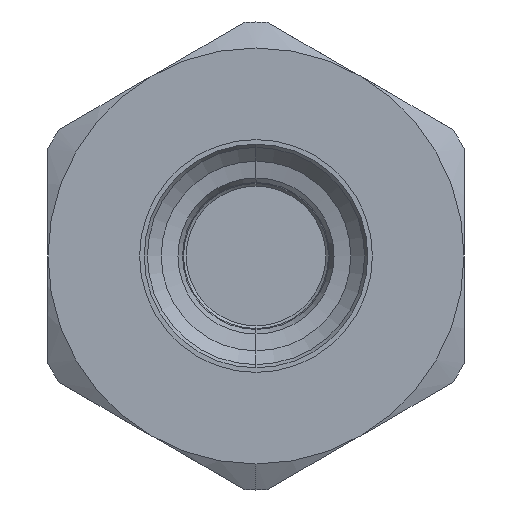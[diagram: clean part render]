
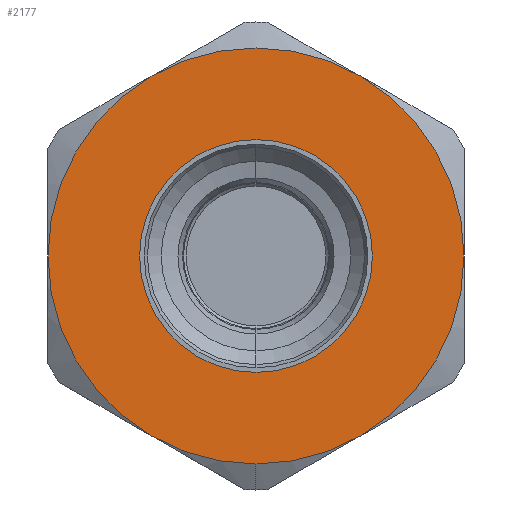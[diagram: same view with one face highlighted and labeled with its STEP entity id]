
A CAD part, left-side view. The second image highlights one B-rep face of the part: STEP entity #2177.
In plain terms, the highlighted planar face has unit normal (-1, 0, 0).
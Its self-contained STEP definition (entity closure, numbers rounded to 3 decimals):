
#76 = CARTESIAN_POINT ( 'NONE',  ( 0., 8., -13.856 ) ) ;
#84 = ORIENTED_EDGE ( 'NONE', *, *, #5482, .T. ) ;
#259 = EDGE_CURVE ( 'NONE', #5774, #3792, #6520, .T. ) ;
#393 = CARTESIAN_POINT ( 'NONE',  ( 0., 0., -8.955 ) ) ;
#419 = VERTEX_POINT ( 'NONE', #3107 ) ;
#422 = PLANE ( 'NONE',  #1949 ) ;
#532 = DIRECTION ( 'NONE',  ( 0., 0., -1. ) ) ;
#626 = CIRCLE ( 'NONE', #5278, 16. ) ;
#744 = CARTESIAN_POINT ( 'NONE',  ( 0., 0., 0. ) ) ;
#804 = DIRECTION ( 'NONE',  ( 0., 0., 1. ) ) ;
#940 = EDGE_LOOP ( 'NONE', ( #6027, #3841 ) ) ;
#992 = EDGE_CURVE ( 'NONE', #5962, #6699, #7606, .T. ) ;
#1005 = DIRECTION ( 'NONE',  ( 0., 0., 1. ) ) ;
#1083 = CIRCLE ( 'NONE', #6403, 16. ) ;
#1237 = VERTEX_POINT ( 'NONE', #6139 ) ;
#1458 = AXIS2_PLACEMENT_3D ( 'NONE', #3060, #7292, #3681 ) ;
#1733 = EDGE_LOOP ( 'NONE', ( #7361, #3511, #84, #4230, #7830, #7388, #6217 ) ) ;
#1762 = DIRECTION ( 'NONE',  ( -1., 0., 0. ) ) ;
#1821 = CARTESIAN_POINT ( 'NONE',  ( 0., 0., 0. ) ) ;
#1869 = CIRCLE ( 'NONE', #4362, 16. ) ;
#1949 = AXIS2_PLACEMENT_3D ( 'NONE', #3879, #2307, #532 ) ;
#2029 = DIRECTION ( 'NONE',  ( -1., 0., 0. ) ) ;
#2177 = ADVANCED_FACE ( 'NONE', ( #3296, #7332 ), #422, .F. ) ;
#2297 = EDGE_CURVE ( 'NONE', #3792, #5768, #1869, .T. ) ;
#2307 = DIRECTION ( 'NONE',  ( 1., 0., 0. ) ) ;
#2330 = CIRCLE ( 'NONE', #1458, 16. ) ;
#2347 = CARTESIAN_POINT ( 'NONE',  ( 0., 0., 0. ) ) ;
#2389 = CIRCLE ( 'NONE', #4579, 16. ) ;
#2428 = CARTESIAN_POINT ( 'NONE',  ( 0., 0., 0. ) ) ;
#2538 = DIRECTION ( 'NONE',  ( -1., 0., 0. ) ) ;
#2948 = EDGE_CURVE ( 'NONE', #5768, #419, #626, .T. ) ;
#3042 = DIRECTION ( 'NONE',  ( 0., 0., 1. ) ) ;
#3060 = CARTESIAN_POINT ( 'NONE',  ( 0., 0., 0. ) ) ;
#3107 = CARTESIAN_POINT ( 'NONE',  ( 0., -8., 13.856 ) ) ;
#3117 = DIRECTION ( 'NONE',  ( -1., 0., 0. ) ) ;
#3143 = CIRCLE ( 'NONE', #7599, 8.955 ) ;
#3211 = AXIS2_PLACEMENT_3D ( 'NONE', #4205, #4593, #3285 ) ;
#3285 = DIRECTION ( 'NONE',  ( 0., 0., 1. ) ) ;
#3296 = FACE_BOUND ( 'NONE', #940, .T. ) ;
#3511 = ORIENTED_EDGE ( 'NONE', *, *, #3656, .T. ) ;
#3564 = CIRCLE ( 'NONE', #3211, 16. ) ;
#3568 = CARTESIAN_POINT ( 'NONE',  ( 0., 0., 0. ) ) ;
#3656 = EDGE_CURVE ( 'NONE', #1237, #5144, #3564, .T. ) ;
#3681 = DIRECTION ( 'NONE',  ( 0., 0., 1. ) ) ;
#3792 = VERTEX_POINT ( 'NONE', #4154 ) ;
#3841 = ORIENTED_EDGE ( 'NONE', *, *, #5395, .F. ) ;
#3879 = CARTESIAN_POINT ( 'NONE',  ( 0., 8.955, 0. ) ) ;
#3966 = DIRECTION ( 'NONE',  ( -1., 0., 0. ) ) ;
#4122 = CARTESIAN_POINT ( 'NONE',  ( 0., -16., 0. ) ) ;
#4154 = CARTESIAN_POINT ( 'NONE',  ( 0., -8., -13.856 ) ) ;
#4181 = VERTEX_POINT ( 'NONE', #7119 ) ;
#4205 = CARTESIAN_POINT ( 'NONE',  ( 0., 0., 0. ) ) ;
#4230 = ORIENTED_EDGE ( 'NONE', *, *, #259, .T. ) ;
#4362 = AXIS2_PLACEMENT_3D ( 'NONE', #1821, #1762, #5650 ) ;
#4435 = DIRECTION ( 'NONE',  ( -1., 0., 0. ) ) ;
#4502 = EDGE_CURVE ( 'NONE', #4181, #1237, #1083, .T. ) ;
#4579 = AXIS2_PLACEMENT_3D ( 'NONE', #6134, #2538, #6747 ) ;
#4593 = DIRECTION ( 'NONE',  ( -1., 0., 0. ) ) ;
#4893 = CARTESIAN_POINT ( 'NONE',  ( 0., 0., 8.955 ) ) ;
#5144 = VERTEX_POINT ( 'NONE', #76 ) ;
#5278 = AXIS2_PLACEMENT_3D ( 'NONE', #3568, #2029, #804 ) ;
#5395 = EDGE_CURVE ( 'NONE', #6699, #5962, #3143, .T. ) ;
#5482 = EDGE_CURVE ( 'NONE', #5144, #5774, #2389, .T. ) ;
#5570 = DIRECTION ( 'NONE',  ( 0., 0., 1. ) ) ;
#5650 = DIRECTION ( 'NONE',  ( 0., 0., 1. ) ) ;
#5768 = VERTEX_POINT ( 'NONE', #4122 ) ;
#5774 = VERTEX_POINT ( 'NONE', #6514 ) ;
#5925 = EDGE_CURVE ( 'NONE', #419, #4181, #2330, .T. ) ;
#5962 = VERTEX_POINT ( 'NONE', #4893 ) ;
#6027 = ORIENTED_EDGE ( 'NONE', *, *, #992, .F. ) ;
#6134 = CARTESIAN_POINT ( 'NONE',  ( 0., 0., 0. ) ) ;
#6139 = CARTESIAN_POINT ( 'NONE',  ( 0., 16., 0. ) ) ;
#6217 = ORIENTED_EDGE ( 'NONE', *, *, #5925, .T. ) ;
#6403 = AXIS2_PLACEMENT_3D ( 'NONE', #2347, #4435, #1005 ) ;
#6514 = CARTESIAN_POINT ( 'NONE',  ( 0., 0., -16. ) ) ;
#6520 = CIRCLE ( 'NONE', #7624, 16. ) ;
#6654 = DIRECTION ( 'NONE',  ( -1., 0., 0. ) ) ;
#6699 = VERTEX_POINT ( 'NONE', #393 ) ;
#6723 = AXIS2_PLACEMENT_3D ( 'NONE', #744, #3117, #5570 ) ;
#6747 = DIRECTION ( 'NONE',  ( 0., 0., 1. ) ) ;
#6954 = DIRECTION ( 'NONE',  ( 0., 0., 1. ) ) ;
#7119 = CARTESIAN_POINT ( 'NONE',  ( 0., 8., 13.856 ) ) ;
#7292 = DIRECTION ( 'NONE',  ( -1., 0., 0. ) ) ;
#7332 = FACE_OUTER_BOUND ( 'NONE', #1733, .T. ) ;
#7361 = ORIENTED_EDGE ( 'NONE', *, *, #4502, .T. ) ;
#7388 = ORIENTED_EDGE ( 'NONE', *, *, #2948, .T. ) ;
#7512 = CARTESIAN_POINT ( 'NONE',  ( 0., 0., 0. ) ) ;
#7599 = AXIS2_PLACEMENT_3D ( 'NONE', #2428, #6654, #3042 ) ;
#7606 = CIRCLE ( 'NONE', #6723, 8.955 ) ;
#7624 = AXIS2_PLACEMENT_3D ( 'NONE', #7512, #3966, #6954 ) ;
#7830 = ORIENTED_EDGE ( 'NONE', *, *, #2297, .T. ) ;
